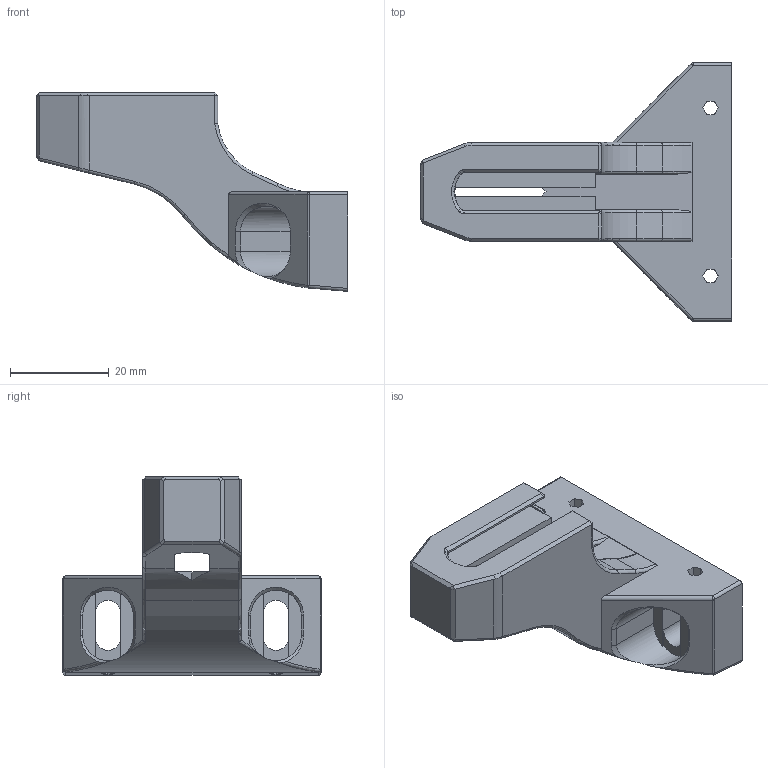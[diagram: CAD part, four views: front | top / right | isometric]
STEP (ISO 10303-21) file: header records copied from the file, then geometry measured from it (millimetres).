
FILE_DESCRIPTION(('STEP AP214'),'1');
FILE_NAME('NewTaller.stp','2022-03-06T15:02:52',(' '),(' '),'Spatial InterOp 3D',' ',' ');
FILE_SCHEMA(('automotive_design'));
Length unit declared in the file: inch
Products named in the file (3): 1; 2; 3
Bounding box: 62.94 x 52.25 x 40.22 mm (x, y, z)
Volume: 26812.9 mm3; surface area: 11341.4 mm2
Topology: 3 solids, 3 shells, 252 faces, 688 edges, 430 vertices
Faces by surface type: plane 128, cylinder 64, cone 32, bspline 12, torus 12, sphere 4
Entity records: 11122 total; most frequent: CARTESIAN_POINT 2709, ORIENTED_EDGE 1360, DIRECTION 1310, EDGE_CURVE 680, AXIS2_PLACEMENT_3D 457, VERTEX_POINT 430, LINE 396, VECTOR 396
